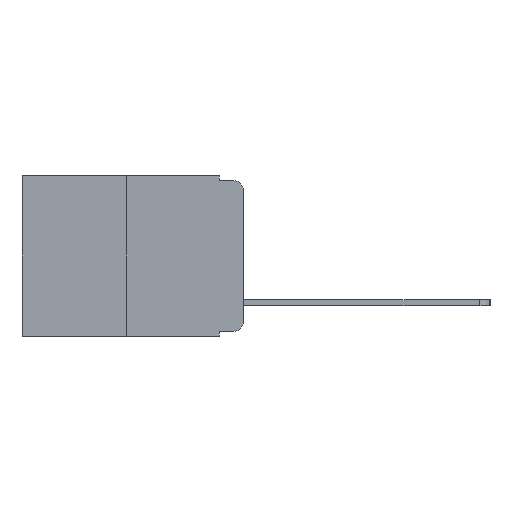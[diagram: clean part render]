
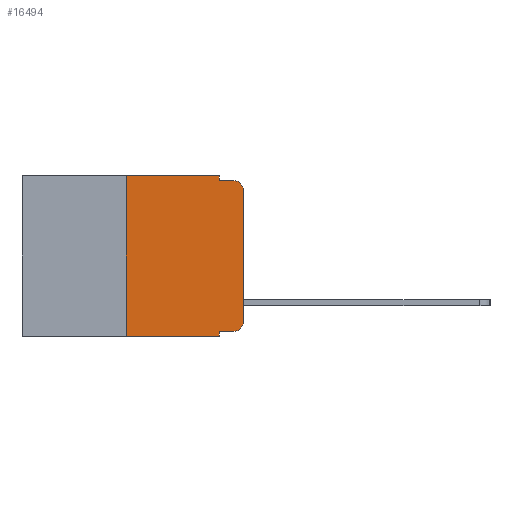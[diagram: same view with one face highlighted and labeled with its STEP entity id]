
A CAD part, left-side view. The second image highlights one B-rep face of the part: STEP entity #16494.
In plain terms, the highlighted planar face has unit normal (-1, 0, 0).
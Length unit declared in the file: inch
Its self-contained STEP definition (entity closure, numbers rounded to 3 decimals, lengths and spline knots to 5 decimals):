
#44 = DIRECTION ( 'NONE',  ( -1., 0., 0. ) ) ;
#340 = VERTEX_POINT ( 'NONE', #2954 ) ;
#351 = CARTESIAN_POINT ( 'NONE',  ( 0., 0.051, 0. ) ) ;
#361 = EDGE_CURVE ( 'NONE', #10922, #12886, #8725, .T. ) ;
#410 = DIRECTION ( 'NONE',  ( 0., 0., -1. ) ) ;
#489 = VECTOR ( 'NONE', #4540, 39.37008 ) ;
#873 = DIRECTION ( 'NONE',  ( 0., -1., 0. ) ) ;
#1004 = LINE ( 'NONE', #4220, #17022 ) ;
#1386 = CARTESIAN_POINT ( 'NONE',  ( 0., 0.473, 0. ) ) ;
#1509 = CARTESIAN_POINT ( 'NONE',  ( 0., 0.02, -0.333 ) ) ;
#2585 = EDGE_CURVE ( 'NONE', #15759, #4708, #13934, .T. ) ;
#2611 = DIRECTION ( 'NONE',  ( 0., 0., 1. ) ) ;
#2627 = LINE ( 'NONE', #17358, #14407 ) ;
#2691 = AXIS2_PLACEMENT_3D ( 'NONE', #18973, #10158, #410 ) ;
#2954 = CARTESIAN_POINT ( 'NONE',  ( 0., 0., -0.03 ) ) ;
#3112 = CARTESIAN_POINT ( 'NONE',  ( 0., 0.051, -0.333 ) ) ;
#3157 = ORIENTED_EDGE ( 'NONE', *, *, #20024, .T. ) ;
#3179 = VERTEX_POINT ( 'NONE', #9463 ) ;
#3226 = VERTEX_POINT ( 'NONE', #6627 ) ;
#3660 = CARTESIAN_POINT ( 'NONE',  ( 0., 0.473, -0.343 ) ) ;
#4220 = CARTESIAN_POINT ( 'NONE',  ( 0., 0.051, -0.333 ) ) ;
#4223 = EDGE_CURVE ( 'NONE', #12886, #15759, #2627, .T. ) ;
#4424 = PLANE ( 'NONE',  #18275 ) ;
#4540 = DIRECTION ( 'NONE',  ( 0., 0., 1. ) ) ;
#4560 = FACE_OUTER_BOUND ( 'NONE', #19730, .T. ) ;
#4576 = LINE ( 'NONE', #12132, #489 ) ;
#4708 = VERTEX_POINT ( 'NONE', #5039 ) ;
#4872 = ORIENTED_EDGE ( 'NONE', *, *, #11620, .T. ) ;
#4905 = AXIS2_PLACEMENT_3D ( 'NONE', #9876, #44, #11351 ) ;
#5006 = CARTESIAN_POINT ( 'NONE',  ( 0., 0.25, -0.343 ) ) ;
#5039 = CARTESIAN_POINT ( 'NONE',  ( 0., 0.02, -0.01 ) ) ;
#5937 = EDGE_CURVE ( 'NONE', #9459, #3179, #8103, .T. ) ;
#6481 = VECTOR ( 'NONE', #10405, 39.37008 ) ;
#6627 = CARTESIAN_POINT ( 'NONE',  ( 0., 0., -0.313 ) ) ;
#7583 = CARTESIAN_POINT ( 'NONE',  ( 0., 0.051, -0.01 ) ) ;
#7757 = CARTESIAN_POINT ( 'NONE',  ( 0., 0.25, 0. ) ) ;
#8103 = LINE ( 'NONE', #15519, #14572 ) ;
#8151 = DIRECTION ( 'NONE',  ( 0., 0., -1. ) ) ;
#8725 = LINE ( 'NONE', #1386, #16106 ) ;
#8732 = VERTEX_POINT ( 'NONE', #5006 ) ;
#9010 = DIRECTION ( 'NONE',  ( 0., -1., 0. ) ) ;
#9131 = DIRECTION ( 'NONE',  ( 1., 0., 0. ) ) ;
#9459 = VERTEX_POINT ( 'NONE', #3112 ) ;
#9463 = CARTESIAN_POINT ( 'NONE',  ( 0., 0.051, -0.343 ) ) ;
#9513 = ORIENTED_EDGE ( 'NONE', *, *, #361, .F. ) ;
#9842 = CIRCLE ( 'NONE', #2691, 0.02 ) ;
#9876 = CARTESIAN_POINT ( 'NONE',  ( 0., 0.02, -0.313 ) ) ;
#9999 = EDGE_CURVE ( 'NONE', #9459, #16695, #1004, .T. ) ;
#10095 = VECTOR ( 'NONE', #17321, 39.37008 ) ;
#10158 = DIRECTION ( 'NONE',  ( -1., 0., 0. ) ) ;
#10296 = ORIENTED_EDGE ( 'NONE', *, *, #5937, .F. ) ;
#10405 = DIRECTION ( 'NONE',  ( 0., -1., 0. ) ) ;
#10760 = ORIENTED_EDGE ( 'NONE', *, *, #9999, .T. ) ;
#10922 = VERTEX_POINT ( 'NONE', #7757 ) ;
#11208 = ORIENTED_EDGE ( 'NONE', *, *, #15198, .T. ) ;
#11351 = DIRECTION ( 'NONE',  ( 0., 0., -1. ) ) ;
#11620 = EDGE_CURVE ( 'NONE', #3226, #340, #16019, .T. ) ;
#11648 = VECTOR ( 'NONE', #2611, 39.37008 ) ;
#11803 = ORIENTED_EDGE ( 'NONE', *, *, #20099, .T. ) ;
#12047 = ORIENTED_EDGE ( 'NONE', *, *, #4223, .F. ) ;
#12132 = CARTESIAN_POINT ( 'NONE',  ( 0., 0.25, 0. ) ) ;
#12886 = VERTEX_POINT ( 'NONE', #351 ) ;
#13934 = LINE ( 'NONE', #17302, #6481 ) ;
#13997 = LINE ( 'NONE', #3660, #10095 ) ;
#14171 = ORIENTED_EDGE ( 'NONE', *, *, #17955, .F. ) ;
#14407 = VECTOR ( 'NONE', #15842, 39.37008 ) ;
#14572 = VECTOR ( 'NONE', #8151, 39.37008 ) ;
#14903 = CARTESIAN_POINT ( 'NONE',  ( 0., 0., 0. ) ) ;
#15198 = EDGE_CURVE ( 'NONE', #16695, #3226, #17821, .T. ) ;
#15519 = CARTESIAN_POINT ( 'NONE',  ( 0., 0.051, 0. ) ) ;
#15759 = VERTEX_POINT ( 'NONE', #7583 ) ;
#15842 = DIRECTION ( 'NONE',  ( 0., 0., -1. ) ) ;
#16019 = LINE ( 'NONE', #14903, #11648 ) ;
#16106 = VECTOR ( 'NONE', #873, 39.37008 ) ;
#16494 = ADVANCED_FACE ( 'NONE', ( #4560 ), #4424, .F. ) ;
#16695 = VERTEX_POINT ( 'NONE', #1509 ) ;
#17022 = VECTOR ( 'NONE', #9010, 39.37008 ) ;
#17302 = CARTESIAN_POINT ( 'NONE',  ( 0., 0.051, -0.01 ) ) ;
#17321 = DIRECTION ( 'NONE',  ( 0., -1., 0. ) ) ;
#17358 = CARTESIAN_POINT ( 'NONE',  ( 0., 0.051, 0. ) ) ;
#17821 = CIRCLE ( 'NONE', #4905, 0.02 ) ;
#17955 = EDGE_CURVE ( 'NONE', #8732, #10922, #4576, .T. ) ;
#17998 = CARTESIAN_POINT ( 'NONE',  ( 0., 0.473, 0. ) ) ;
#18275 = AXIS2_PLACEMENT_3D ( 'NONE', #17998, #9131, #19428 ) ;
#18523 = ORIENTED_EDGE ( 'NONE', *, *, #2585, .F. ) ;
#18973 = CARTESIAN_POINT ( 'NONE',  ( 0., 0.02, -0.03 ) ) ;
#19428 = DIRECTION ( 'NONE',  ( 0., 0., -1. ) ) ;
#19730 = EDGE_LOOP ( 'NONE', ( #4872, #11803, #18523, #12047, #9513, #14171, #3157, #10296, #10760, #11208 ) ) ;
#20024 = EDGE_CURVE ( 'NONE', #8732, #3179, #13997, .T. ) ;
#20099 = EDGE_CURVE ( 'NONE', #340, #4708, #9842, .T. ) ;
